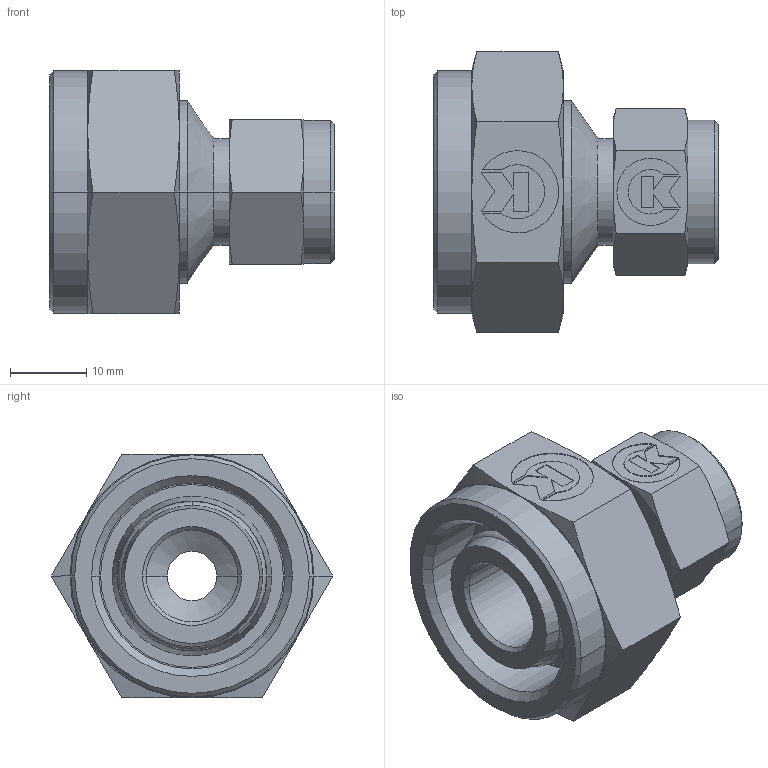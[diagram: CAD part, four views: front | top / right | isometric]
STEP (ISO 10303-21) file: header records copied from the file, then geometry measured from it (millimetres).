
FILE_DESCRIPTION( ( '' ), '1' );
FILE_NAME( '31671018.stp', '2012-08-13T11:04:47', ( '' ), ( '' ), ' ', ' ', ' ' );
FILE_SCHEMA( ( 'CONFIG_CONTROL_DESIGN' ) );
Length unit declared in the file: millimetre
Products named in the file (3): 1; 2; 3
Bounding box: 37.35 x 36.95 x 32 mm (x, y, z)
Volume: 15540.7 mm3; surface area: 9657.5 mm2
Topology: 3 solids, 4 shells, 199 faces, 464 edges, 290 vertices
Faces by surface type: plane 89, cone 62, cylinder 36, torus 12
Entity records: 5746 total; most frequent: CARTESIAN_POINT 1052, DIRECTION 994, ORIENTED_EDGE 928, EDGE_CURVE 464, AXIS2_PLACEMENT_3D 376, VERTEX_POINT 290, LINE 242, VECTOR 242
